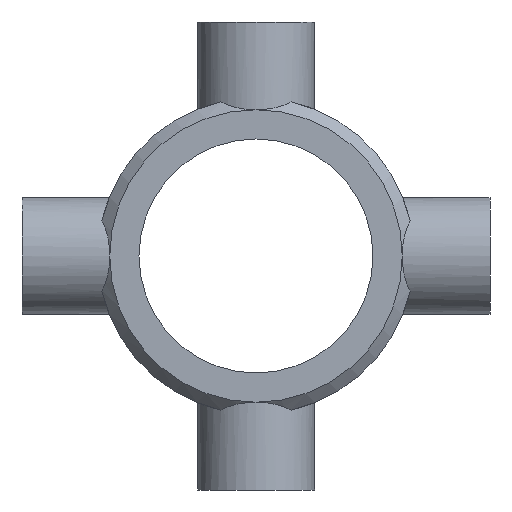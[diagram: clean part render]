
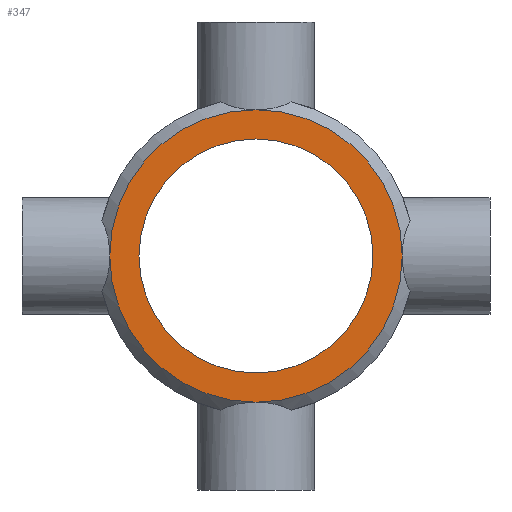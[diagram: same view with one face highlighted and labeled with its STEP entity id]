
A CAD part, front view. The second image highlights one B-rep face of the part: STEP entity #347.
In plain terms, the highlighted planar face has unit normal (0, -1, 0).
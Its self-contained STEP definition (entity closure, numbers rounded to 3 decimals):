
#25=FACE_BOUND('',#76,.T.);
#27=PLANE('',#404);
#52=FACE_OUTER_BOUND('',#75,.T.);
#75=EDGE_LOOP('',(#265,#266,#267,#268));
#76=EDGE_LOOP('',(#269));
#91=CIRCLE('',#382,12.5);
#94=CIRCLE('',#387,12.5);
#102=CIRCLE('',#401,12.5);
#103=CIRCLE('',#403,12.5);
#104=CIRCLE('',#405,10.);
#138=VERTEX_POINT('',#524);
#141=VERTEX_POINT('',#536);
#145=VERTEX_POINT('',#583);
#148=VERTEX_POINT('',#595);
#164=VERTEX_POINT('',#788);
#173=EDGE_CURVE('',#141,#138,#91,.T.);
#181=EDGE_CURVE('',#148,#145,#94,.T.);
#201=EDGE_CURVE('',#145,#141,#102,.T.);
#205=EDGE_CURVE('',#138,#148,#103,.T.);
#206=EDGE_CURVE('',#164,#164,#104,.T.);
#265=ORIENTED_EDGE('',*,*,#173,.F.);
#266=ORIENTED_EDGE('',*,*,#201,.F.);
#267=ORIENTED_EDGE('',*,*,#181,.F.);
#268=ORIENTED_EDGE('',*,*,#205,.F.);
#269=ORIENTED_EDGE('',*,*,#206,.T.);
#347=ADVANCED_FACE('',(#52,#25),#27,.F.);
#382=AXIS2_PLACEMENT_3D('',#545,#431,#432);
#387=AXIS2_PLACEMENT_3D('',#604,#441,#442);
#401=AXIS2_PLACEMENT_3D('',#760,#469,#470);
#403=AXIS2_PLACEMENT_3D('',#786,#473,#474);
#404=AXIS2_PLACEMENT_3D('',#787,#475,#476);
#405=AXIS2_PLACEMENT_3D('',#789,#477,#478);
#431=DIRECTION('center_axis',(0.,1.,0.));
#432=DIRECTION('ref_axis',(1.,0.,0.));
#441=DIRECTION('center_axis',(0.,1.,0.));
#442=DIRECTION('ref_axis',(-1.,0.,0.));
#469=DIRECTION('center_axis',(0.,1.,0.));
#470=DIRECTION('ref_axis',(1.,0.,0.));
#473=DIRECTION('center_axis',(0.,1.,0.));
#474=DIRECTION('ref_axis',(-1.,0.,0.));
#475=DIRECTION('center_axis',(0.,1.,0.));
#476=DIRECTION('ref_axis',(0.,0.,1.));
#477=DIRECTION('center_axis',(0.,1.,0.));
#478=DIRECTION('ref_axis',(1.,0.,0.));
#524=CARTESIAN_POINT('',(0.,-5.,-12.5));
#536=CARTESIAN_POINT('',(12.5,-5.,0.));
#545=CARTESIAN_POINT('Origin',(0.,-5.,0.));
#583=CARTESIAN_POINT('',(0.,-5.,12.5));
#595=CARTESIAN_POINT('',(-12.5,-5.,0.));
#604=CARTESIAN_POINT('Origin',(0.,-5.,0.));
#760=CARTESIAN_POINT('Origin',(0.,-5.,0.));
#786=CARTESIAN_POINT('Origin',(0.,-5.,0.));
#787=CARTESIAN_POINT('Origin',(0.,-5.,0.));
#788=CARTESIAN_POINT('',(-10.,-5.,0.));
#789=CARTESIAN_POINT('Origin',(0.,-5.,0.));
